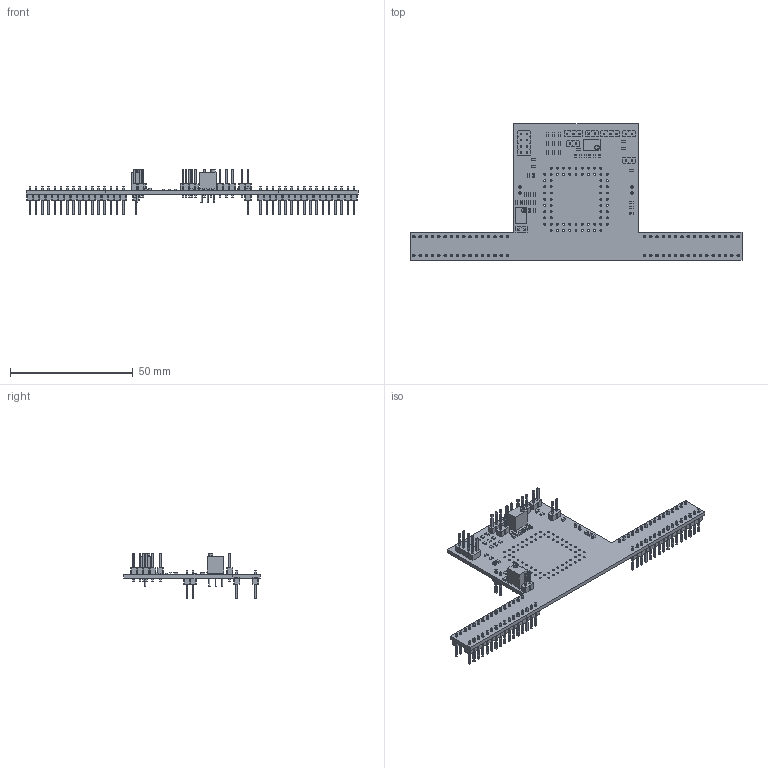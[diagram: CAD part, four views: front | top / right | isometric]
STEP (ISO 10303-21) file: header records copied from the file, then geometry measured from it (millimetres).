
FILE_DESCRIPTION(('KiCad electronic assembly'),'2;1');
FILE_NAME('MOSbiusPCB_v3b_2024.step','2025-07-01T16:19:56',('Pcbnew'),( 'Kicad'),'Open CASCADE STEP processor 7.7','KiCad to STEP converter' ,'Unknown');
FILE_SCHEMA(('AUTOMOTIVE_DESIGN { 1 0 10303 214 1 1 1 1 }'));
Length unit declared in the file: millimetre
Products named in the file (16): MOSbiusPCB_v3b_2024 1; C_0603_1608Metric; PinHeader_1x02_P2.54mm_Vertical; PinHeader_1x02_P254mm_Vertical; R_0603_1608Metric; Potentiometer_Bourns_3266Y_Vertical; PinHeader_1x16_P2.54mm_Vertical; PinHeader_1x16_P254mm_Vertical; PinHeader_1x03_P2.54mm_Vertical; PinHeader_1x03_P254mm_Vertical; PinHeader_2x04_P2.54mm_Vertical; PinHeader_2x04_P254mm_Vertical; MOSbiusPCB_v3b_2024_PCB
Assembly tree (60 placements, depth 3):
  MOSbiusPCB_v3b_2024 1
    C_0603_1608Metric  x18
      C_0603_1608Metric
    PinHeader_1x02_P2.54mm_Vertical  x7
      PinHeader_1x02_P254mm_Vertical
    R_0603_1608Metric  x18
      R_0603_1608Metric
    Potentiometer_Bourns_3266Y_Vertical  x2
      Potentiometer_Bourns_3266Y_Vertical
    PinHeader_1x16_P2.54mm_Vertical  x4
      PinHeader_1x16_P254mm_Vertical
    PinHeader_1x03_P2.54mm_Vertical  x2
      PinHeader_1x03_P254mm_Vertical
    PinHeader_2x04_P2.54mm_Vertical
      PinHeader_2x04_P254mm_Vertical
    MOSbiusPCB_v3b_2024_PCB
Bounding box: 135.25 x 55.51 x 18.58 mm (x, y, z)
Volume: 8143.7 mm3; surface area: 14042.4 mm2
Topology: 53 solids, 53 shells, 3434 faces, 8504 edges, 5398 vertices
Faces by surface type: plane 2900, cylinder 534
Full cylindrical faces by diameter (mm): 0.46 x6, 0.8 x74, 1 x92, 1.78 x2
Entity records: 34238 total; most frequent: CARTESIAN_POINT 4853, DIRECTION 4750, ORIENTED_EDGE 4716, EDGE_CURVE 2358, LINE 1972, VECTOR 1972, VERTEX_POINT 1492, AXIS2_PLACEMENT_3D 1389
